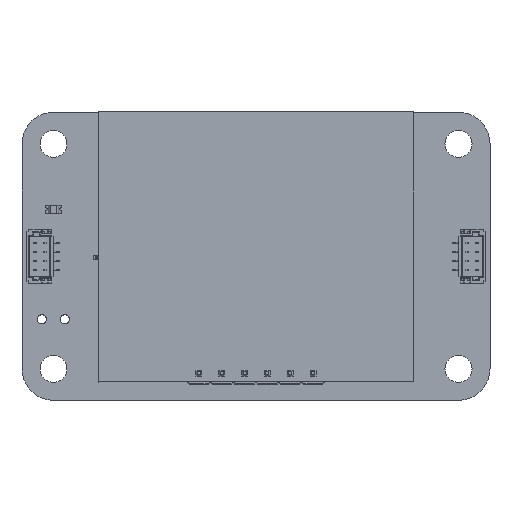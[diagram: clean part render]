
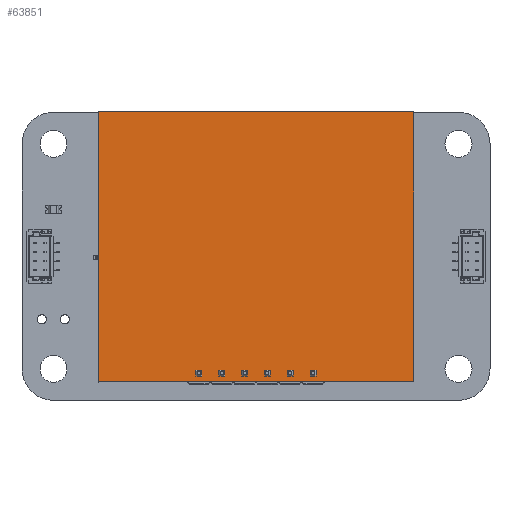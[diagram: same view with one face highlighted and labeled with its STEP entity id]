
A CAD part, top view. The second image highlights one B-rep face of the part: STEP entity #63851.
In plain terms, the highlighted planar face has unit normal (0, 0, 1).
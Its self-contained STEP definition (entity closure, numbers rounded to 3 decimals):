
#63690 = VERTEX_POINT('',#63691);
#63691 = CARTESIAN_POINT('',(-17.538,-15.059,1.));
#63697 = EDGE_CURVE('',#63690,#63698,#63700,.T.);
#63698 = VERTEX_POINT('',#63699);
#63699 = CARTESIAN_POINT('',(-17.538,15.059,1.));
#63700 = LINE('',#63701,#63702);
#63701 = CARTESIAN_POINT('',(-17.538,-15.059,1.));
#63702 = VECTOR('',#63703,1.);
#63703 = DIRECTION('',(0.,1.,0.));
#63728 = EDGE_CURVE('',#63698,#63729,#63731,.T.);
#63729 = VERTEX_POINT('',#63730);
#63730 = CARTESIAN_POINT('',(17.538,15.059,1.));
#63731 = LINE('',#63732,#63733);
#63732 = CARTESIAN_POINT('',(-17.538,15.059,1.));
#63733 = VECTOR('',#63734,1.);
#63734 = DIRECTION('',(1.,0.,0.));
#63759 = EDGE_CURVE('',#63729,#63760,#63762,.T.);
#63760 = VERTEX_POINT('',#63761);
#63761 = CARTESIAN_POINT('',(17.538,-14.941,1.));
#63762 = LINE('',#63763,#63764);
#63763 = CARTESIAN_POINT('',(17.538,15.059,1.));
#63764 = VECTOR('',#63765,1.);
#63765 = DIRECTION('',(0.,-1.,0.));
#63790 = EDGE_CURVE('',#63760,#63791,#63793,.T.);
#63791 = VERTEX_POINT('',#63792);
#63792 = CARTESIAN_POINT('',(-17.462,-14.941,1.));
#63793 = LINE('',#63794,#63795);
#63794 = CARTESIAN_POINT('',(17.538,-14.941,1.));
#63795 = VECTOR('',#63796,1.);
#63796 = DIRECTION('',(-1.,0.,0.));
#63821 = EDGE_CURVE('',#63791,#63690,#63822,.T.);
#63822 = LINE('',#63823,#63824);
#63823 = CARTESIAN_POINT('',(-17.462,-14.941,1.));
#63824 = VECTOR('',#63825,1.);
#63825 = DIRECTION('',(-0.541,-0.841,0.));
#63851 = ADVANCED_FACE('',(#63852),#63859,.F.);
#63852 = FACE_BOUND('',#63853,.F.);
#63853 = EDGE_LOOP('',(#63854,#63855,#63856,#63857,#63858));
#63854 = ORIENTED_EDGE('',*,*,#63697,.T.);
#63855 = ORIENTED_EDGE('',*,*,#63728,.T.);
#63856 = ORIENTED_EDGE('',*,*,#63759,.T.);
#63857 = ORIENTED_EDGE('',*,*,#63790,.T.);
#63858 = ORIENTED_EDGE('',*,*,#63821,.T.);
#63859 = PLANE('',#63860);
#63860 = AXIS2_PLACEMENT_3D('',#63861,#63862,#63863);
#63861 = CARTESIAN_POINT('',(-0.024,0.038,
    1.));
#63862 = DIRECTION('',(-0.,-0.,-1.));
#63863 = DIRECTION('',(-1.,0.,0.));
